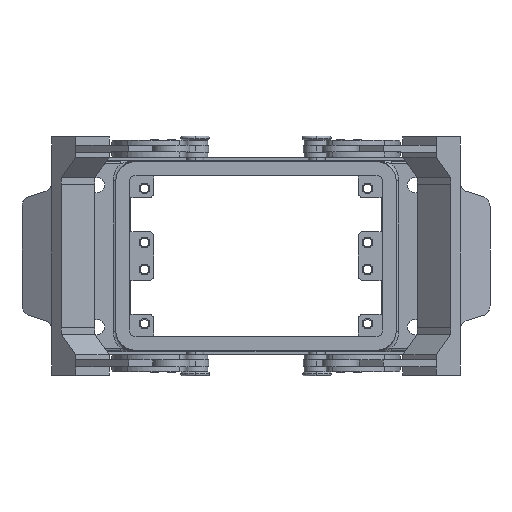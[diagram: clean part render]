
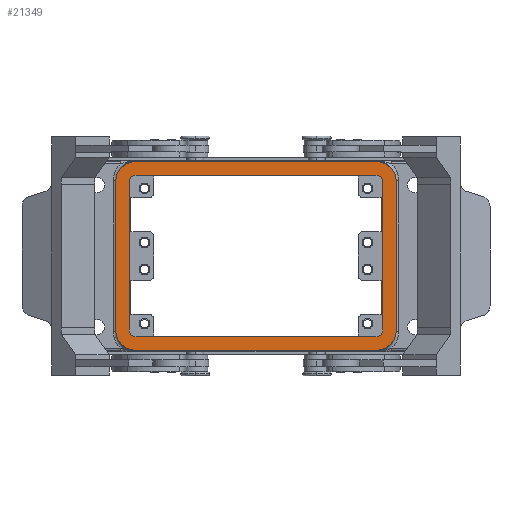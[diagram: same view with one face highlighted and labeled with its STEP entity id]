
A CAD part, top view. The second image highlights one B-rep face of the part: STEP entity #21349.
In plain terms, the highlighted planar face has unit normal (0, 0, 1).
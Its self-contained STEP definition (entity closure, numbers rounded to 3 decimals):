
#20891=CARTESIAN_POINT('',(35.5,23.9,29.5));
#20892=VERTEX_POINT('',#20891);
#20893=CARTESIAN_POINT('',(37.5,21.9,29.5));
#20894=VERTEX_POINT('',#20893);
#20895=CARTESIAN_POINT('',(35.5,21.9,29.5));
#20896=DIRECTION('',(0.0,0.0,-1.0));
#20897=DIRECTION('',(1.0,0.0,0.0));
#20898=AXIS2_PLACEMENT_3D('',#20895,#20896,#20897);
#20899=CIRCLE('',#20898,2.);
#20900=EDGE_CURVE('',#20892,#20894,#20899,.T.);
#20923=CARTESIAN_POINT('',(37.5,-21.9,29.5));
#20924=VERTEX_POINT('',#20923);
#20925=CARTESIAN_POINT('',(37.5,21.9,29.5));
#20926=DIRECTION('',(0.0,-1.0,0.0));
#20927=VECTOR('',#20926,43.8);
#20928=LINE('',#20925,#20927);
#20929=EDGE_CURVE('',#20894,#20924,#20928,.T.);
#20947=CARTESIAN_POINT('',(35.5,-23.9,29.5));
#20948=VERTEX_POINT('',#20947);
#20949=CARTESIAN_POINT('',(35.5,-21.9,29.5));
#20950=DIRECTION('',(0.0,0.0,-1.0));
#20951=DIRECTION('',(0.0,-1.0,0.0));
#20952=AXIS2_PLACEMENT_3D('',#20949,#20950,#20951);
#20953=CIRCLE('',#20952,2.);
#20954=EDGE_CURVE('',#20924,#20948,#20953,.T.);
#20972=CARTESIAN_POINT('',(-35.5,-23.9,29.5));
#20973=VERTEX_POINT('',#20972);
#20974=CARTESIAN_POINT('',(35.5,-23.9,29.5));
#20975=DIRECTION('',(-1.0,0.0,0.0));
#20976=VECTOR('',#20975,71.0);
#20977=LINE('',#20974,#20976);
#20978=EDGE_CURVE('',#20948,#20973,#20977,.T.);
#20996=CARTESIAN_POINT('',(-37.5,-21.9,29.5));
#20997=VERTEX_POINT('',#20996);
#20998=CARTESIAN_POINT('',(-35.5,-21.9,29.5));
#20999=DIRECTION('',(0.0,0.0,-1.0));
#21000=DIRECTION('',(-1.0,0.0,0.0));
#21001=AXIS2_PLACEMENT_3D('',#20998,#20999,#21000);
#21002=CIRCLE('',#21001,2.);
#21003=EDGE_CURVE('',#20973,#20997,#21002,.T.);
#21021=CARTESIAN_POINT('',(-37.5,21.9,29.5));
#21022=VERTEX_POINT('',#21021);
#21023=CARTESIAN_POINT('',(-37.5,-21.9,29.5));
#21024=DIRECTION('',(0.0,1.0,0.0));
#21025=VECTOR('',#21024,43.8);
#21026=LINE('',#21023,#21025);
#21027=EDGE_CURVE('',#20997,#21022,#21026,.T.);
#21045=CARTESIAN_POINT('',(-35.5,23.9,29.5));
#21046=VERTEX_POINT('',#21045);
#21047=CARTESIAN_POINT('',(-35.5,21.9,29.5));
#21048=DIRECTION('',(0.0,0.0,-1.0));
#21049=DIRECTION('',(0.0,1.0,0.0));
#21050=AXIS2_PLACEMENT_3D('',#21047,#21048,#21049);
#21051=CIRCLE('',#21050,2.);
#21052=EDGE_CURVE('',#21022,#21046,#21051,.T.);
#21070=CARTESIAN_POINT('',(-35.5,23.9,29.5));
#21071=DIRECTION('',(1.0,0.0,0.0));
#21072=VECTOR('',#21071,71.0);
#21073=LINE('',#21070,#21072);
#21074=EDGE_CURVE('',#21046,#20892,#21073,.T.);
#21087=CARTESIAN_POINT('',(35.5,27.9,29.5));
#21088=VERTEX_POINT('',#21087);
#21089=CARTESIAN_POINT('',(41.5,21.9,29.5));
#21090=VERTEX_POINT('',#21089);
#21091=CARTESIAN_POINT('',(35.5,21.9,29.5));
#21092=DIRECTION('',(0.0,0.0,-1.0));
#21093=DIRECTION('',(-1.0,0.0,0.0));
#21094=AXIS2_PLACEMENT_3D('',#21091,#21092,#21093);
#21095=CIRCLE('',#21094,6.);
#21096=EDGE_CURVE('',#21088,#21090,#21095,.T.);
#21128=CARTESIAN_POINT('',(41.5,-21.9,29.5));
#21129=VERTEX_POINT('',#21128);
#21130=CARTESIAN_POINT('',(41.5,21.9,29.5));
#21131=DIRECTION('',(0.0,-1.0,0.0));
#21132=VECTOR('',#21131,43.8);
#21133=LINE('',#21130,#21132);
#21134=EDGE_CURVE('',#21090,#21129,#21133,.T.);
#21152=CARTESIAN_POINT('',(35.5,-27.9,29.5));
#21153=VERTEX_POINT('',#21152);
#21154=CARTESIAN_POINT('',(35.5,-21.9,29.5));
#21155=DIRECTION('',(0.0,0.0,-1.0));
#21156=DIRECTION('',(0.0,1.0,0.0));
#21157=AXIS2_PLACEMENT_3D('',#21154,#21155,#21156);
#21158=CIRCLE('',#21157,6.);
#21159=EDGE_CURVE('',#21129,#21153,#21158,.T.);
#21186=CARTESIAN_POINT('',(-35.5,-27.9,29.5));
#21187=VERTEX_POINT('',#21186);
#21188=CARTESIAN_POINT('',(35.5,-27.9,29.5));
#21189=DIRECTION('',(-1.0,0.0,0.0));
#21190=VECTOR('',#21189,71.0);
#21191=LINE('',#21188,#21190);
#21192=EDGE_CURVE('',#21153,#21187,#21191,.T.);
#21217=CARTESIAN_POINT('',(-41.5,-21.9,29.5));
#21218=VERTEX_POINT('',#21217);
#21219=CARTESIAN_POINT('',(-35.5,-21.9,29.5));
#21220=DIRECTION('',(0.0,0.0,-1.0));
#21221=DIRECTION('',(1.0,0.0,0.0));
#21222=AXIS2_PLACEMENT_3D('',#21219,#21220,#21221);
#21223=CIRCLE('',#21222,6.);
#21224=EDGE_CURVE('',#21187,#21218,#21223,.T.);
#21249=CARTESIAN_POINT('',(-41.5,21.9,29.5));
#21250=VERTEX_POINT('',#21249);
#21251=CARTESIAN_POINT('',(-41.5,-21.9,29.5));
#21252=DIRECTION('',(0.0,1.0,0.0));
#21253=VECTOR('',#21252,43.8);
#21254=LINE('',#21251,#21253);
#21255=EDGE_CURVE('',#21218,#21250,#21254,.T.);
#21273=CARTESIAN_POINT('',(-35.5,27.9,29.5));
#21274=VERTEX_POINT('',#21273);
#21275=CARTESIAN_POINT('',(-35.5,21.9,29.5));
#21276=DIRECTION('',(0.0,0.0,-1.0));
#21277=DIRECTION('',(0.0,-1.0,0.0));
#21278=AXIS2_PLACEMENT_3D('',#21275,#21276,#21277);
#21279=CIRCLE('',#21278,6.);
#21280=EDGE_CURVE('',#21250,#21274,#21279,.T.);
#21307=CARTESIAN_POINT('',(-35.5,27.9,29.5));
#21308=DIRECTION('',(1.0,0.0,0.0));
#21309=VECTOR('',#21308,71.0);
#21310=LINE('',#21307,#21309);
#21311=EDGE_CURVE('',#21274,#21088,#21310,.T.);
#21324=CARTESIAN_POINT('',(0.0,0.,29.5));
#21325=DIRECTION('',(0.0,0.0,1.0));
#21326=DIRECTION('',(1.0,0.0,0.0));
#21327=AXIS2_PLACEMENT_3D('',#21324,#21325,#21326);
#21328=PLANE('',#21327);
#21329=ORIENTED_EDGE('',*,*,#21096,.F.);
#21330=ORIENTED_EDGE('',*,*,#21311,.F.);
#21331=ORIENTED_EDGE('',*,*,#21280,.F.);
#21332=ORIENTED_EDGE('',*,*,#21255,.F.);
#21333=ORIENTED_EDGE('',*,*,#21224,.F.);
#21334=ORIENTED_EDGE('',*,*,#21192,.F.);
#21335=ORIENTED_EDGE('',*,*,#21159,.F.);
#21336=ORIENTED_EDGE('',*,*,#21134,.F.);
#21337=EDGE_LOOP('',(#21329,#21330,#21331,#21332,#21333,#21334,#21335,#21336));
#21338=FACE_OUTER_BOUND('',#21337,.T.);
#21339=ORIENTED_EDGE('',*,*,#20900,.T.);
#21340=ORIENTED_EDGE('',*,*,#20929,.T.);
#21341=ORIENTED_EDGE('',*,*,#20954,.T.);
#21342=ORIENTED_EDGE('',*,*,#20978,.T.);
#21343=ORIENTED_EDGE('',*,*,#21003,.T.);
#21344=ORIENTED_EDGE('',*,*,#21027,.T.);
#21345=ORIENTED_EDGE('',*,*,#21052,.T.);
#21346=ORIENTED_EDGE('',*,*,#21074,.T.);
#21347=EDGE_LOOP('',(#21339,#21340,#21341,#21342,#21343,#21344,#21345,#21346));
#21348=FACE_BOUND('',#21347,.T.);
#21349=ADVANCED_FACE('',(#21338,#21348),#21328,.T.);
